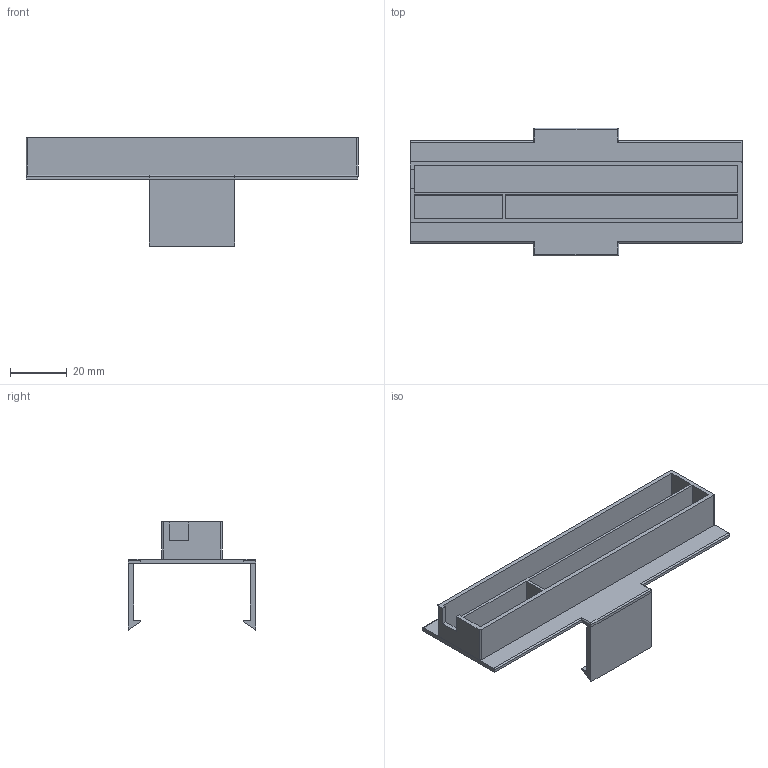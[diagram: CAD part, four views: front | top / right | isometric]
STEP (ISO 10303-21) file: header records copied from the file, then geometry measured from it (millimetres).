
FILE_DESCRIPTION(/* description */ ('STEP AP242','CAx-IF Rec.Pracs.---Representation and Presentation of Product Manufacturing Information (PMI)---4.0---2014-10-13','CAx-IF Rec.Pracs.---3D Tessellated Geometry---0.4---2014-09-14','2;1'),/* implementation_level */ '2;1');
FILE_NAME(/* name */ '65a369079e85c01029e0af2a',/* time_stamp */ '2024-01-14T04:54:31Z',/* author */ (''),/* organization */ (''),/* preprocessor_version */ 'ST-DEVELOPER v19.4',/* originating_system */ ' ',/* authorisation */ ' ');
FILE_SCHEMA (('AP242_MANAGED_MODEL_BASED_3D_ENGINEERING_MIM_LF { 1 0 10303 442 1 1 4 }'));
Length unit declared in the file: metre
Products named in the file (4): Clamp top; Clamp bottom; Outer walls; Base
Bounding box: 116.5 x 44.85 x 37.92 mm (x, y, z)
Volume: 16357.2 mm3; surface area: 23839.9 mm2
Topology: 4 solids, 4 shells, 65 faces, 166 edges, 108 vertices
Faces by surface type: plane 51, cylinder 14
Entity records: 2047 total; most frequent: CARTESIAN_POINT 343, ORIENTED_EDGE 332, DIRECTION 324, EDGE_CURVE 166, LINE 146, VECTOR 146, VERTEX_POINT 108, AXIS2_PLACEMENT_3D 89
